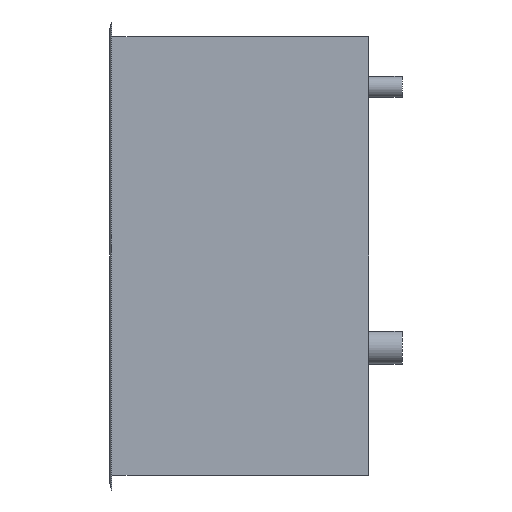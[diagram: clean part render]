
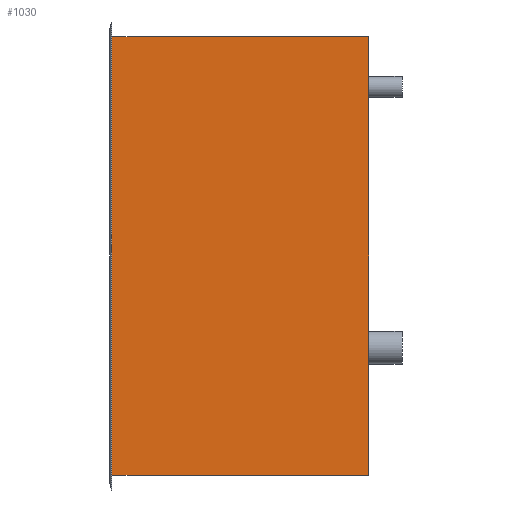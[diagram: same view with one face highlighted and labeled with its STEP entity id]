
A CAD part, left-side view. The second image highlights one B-rep face of the part: STEP entity #1030.
In plain terms, the highlighted planar face has unit normal (-1, 0, 0).
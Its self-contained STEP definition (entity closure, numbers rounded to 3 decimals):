
#60=FACE_OUTER_BOUND('',#130,.T.);
#130=EDGE_LOOP('',(#741,#742,#743,#744));
#213=LINE('',#1537,#343);
#219=LINE('',#1551,#349);
#220=LINE('',#1552,#350);
#221=LINE('',#1553,#351);
#343=VECTOR('',#1244,10.);
#349=VECTOR('',#1258,10.);
#350=VECTOR('',#1259,10.);
#351=VECTOR('',#1260,10.);
#463=VERTEX_POINT('',#1535);
#464=VERTEX_POINT('',#1536);
#467=VERTEX_POINT('',#1549);
#468=VERTEX_POINT('',#1550);
#565=EDGE_CURVE('',#463,#464,#213,.T.);
#571=EDGE_CURVE('',#467,#468,#219,.T.);
#572=EDGE_CURVE('',#468,#464,#220,.T.);
#573=EDGE_CURVE('',#467,#463,#221,.T.);
#741=ORIENTED_EDGE('',*,*,#571,.T.);
#742=ORIENTED_EDGE('',*,*,#572,.T.);
#743=ORIENTED_EDGE('',*,*,#565,.F.);
#744=ORIENTED_EDGE('',*,*,#573,.F.);
#964=PLANE('',#1127);
#1030=ADVANCED_FACE('',(#60),#964,.T.);
#1127=AXIS2_PLACEMENT_3D('',#1548,#1256,#1257);
#1244=DIRECTION('',(0.,0.,1.));
#1256=DIRECTION('center_axis',(-1.,0.,0.));
#1257=DIRECTION('ref_axis',(0.,0.,1.));
#1258=DIRECTION('',(0.,0.,1.));
#1259=DIRECTION('',(0.,1.,0.));
#1260=DIRECTION('',(0.,1.,0.));
#1535=CARTESIAN_POINT('',(-850.,387.,-330.));
#1536=CARTESIAN_POINT('',(-850.,387.,330.));
#1537=CARTESIAN_POINT('',(-850.,387.,-330.));
#1548=CARTESIAN_POINT('Origin',(-850.,0.,-330.));
#1549=CARTESIAN_POINT('',(-850.,0.,-330.));
#1550=CARTESIAN_POINT('',(-850.,0.,330.));
#1551=CARTESIAN_POINT('',(-850.,0.,-330.));
#1552=CARTESIAN_POINT('',(-850.,0.,330.));
#1553=CARTESIAN_POINT('',(-850.,0.,-330.));
